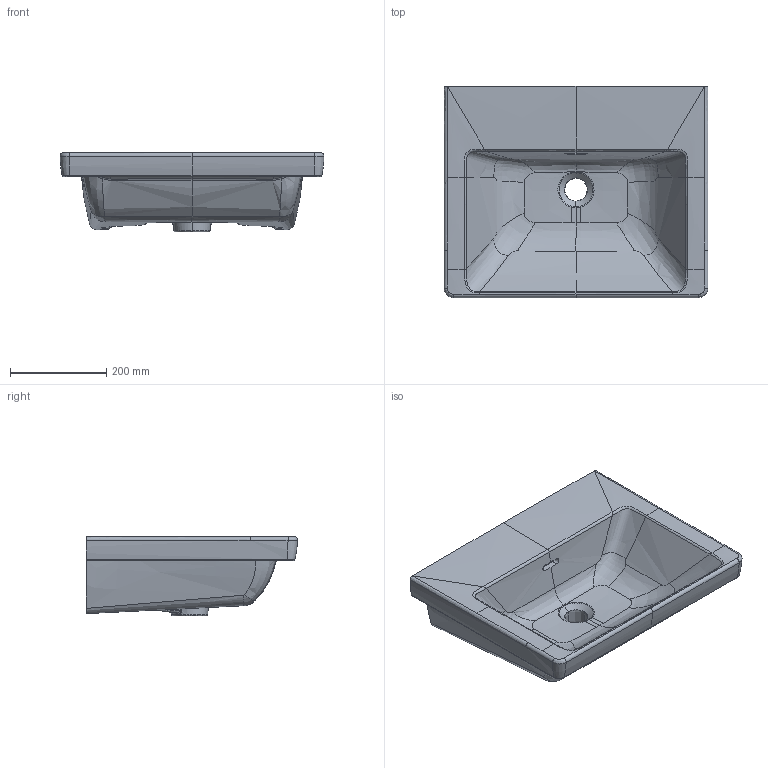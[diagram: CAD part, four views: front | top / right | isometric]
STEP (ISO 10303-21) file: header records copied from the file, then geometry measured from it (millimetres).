
FILE_DESCRIPTION(/* description */ (''),/* implementation_level */ '2;1');
FILE_NAME(/* name */ 'Tokio_SWT_4A7055_Aktuelles_Required_Product.stp',/* time_stamp */ '2020-05-08T10:45:13+02:00',/* author */ (''),/* organization */ (''),/* preprocessor_version */ 'ST-DEVELOPER v16.7',/* originating_system */ 'SIEMENS PLM Software NX 1863',/* authorisation */ '');
FILE_SCHEMA (('AUTOMOTIVE_DESIGN { 1 0 10303 214 3 1 1 1 }'));
Products named in the file (1): Sier12848830zy4q
Bounding box: 549.46 x 440.01 x 166.35 mm (x, y, z)
Volume: 11670955.9 mm3; surface area: 872947.4 mm2
Topology: 1 solids, 1 shells, 491 faces, 2088 edges, 2371 vertices
Faces by surface type: bspline 335, cylinder 65, plane 55, extrusion 18, sphere 10, torus 4, cone 4
Full cylindrical faces by diameter (mm): 35 x1
Entity records: 51088 total; most frequent: CARTESIAN_POINT 35218, ORIENTED_EDGE 2412, DIRECTION 2140, EDGE_CURVE 1206, STYLED_ITEM 864, PRESENTATION_STYLE_ASSIGNMENT 864, CURVE_STYLE 863, DRAUGHTING_PRE_DEFINED_CURVE_FONT 863
